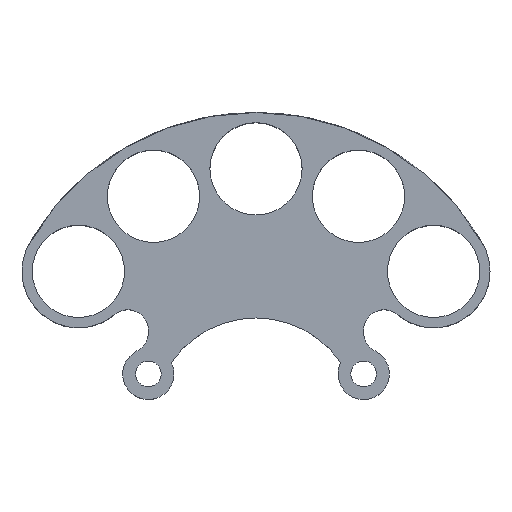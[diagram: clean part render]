
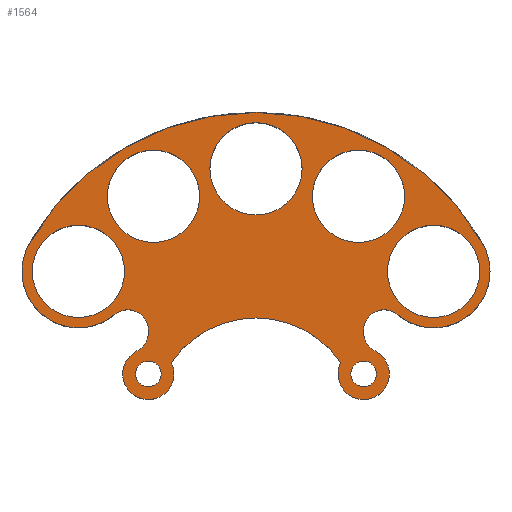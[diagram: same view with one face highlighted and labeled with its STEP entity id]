
A CAD part, top view. The second image highlights one B-rep face of the part: STEP entity #1564.
In plain terms, the highlighted planar face has unit normal (0, 0, 1).
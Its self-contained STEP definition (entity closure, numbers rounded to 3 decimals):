
#539=CARTESIAN_POINT('Vertex',(-8.,0.,2.)) ;
#553=CARTESIAN_POINT('Vertex',(-8.255,1.1,2.)) ;
#556=CARTESIAN_POINT('Axis2P3D Location',(-10.5,0.,2.)) ;
#580=CARTESIAN_POINT('Axis2P3D Location',(-10.5,0.,2.)) ;
#584=CARTESIAN_POINT('Vertex',(-11.611,2.24,2.)) ;
#745=CARTESIAN_POINT('Vertex',(8.255,1.1,2.)) ;
#748=CARTESIAN_POINT('Axis2P3D Location',(0.,-4.543,2.)) ;
#765=CARTESIAN_POINT('Axis2P3D Location',(-12.5,4.031,2.)) ;
#769=CARTESIAN_POINT('Vertex',(-10.5,4.031,2.)) ;
#793=CARTESIAN_POINT('Vertex',(-10.5,4.254,2.)) ;
#796=CARTESIAN_POINT('Axis2P3D Location',(-12.5,4.254,2.)) ;
#800=CARTESIAN_POINT('Vertex',(-13.785,5.787,2.)) ;
#820=CARTESIAN_POINT('Line Origine',(-10.5,4.143,2.)) ;
#841=CARTESIAN_POINT('Vertex',(13.,0.,2.)) ;
#844=CARTESIAN_POINT('Axis2P3D Location',(10.5,0.,2.)) ;
#861=CARTESIAN_POINT('Axis2P3D Location',(10.5,0.,2.)) ;
#865=CARTESIAN_POINT('Vertex',(11.611,2.24,2.)) ;
#889=CARTESIAN_POINT('Vertex',(10.5,4.031,2.)) ;
#892=CARTESIAN_POINT('Axis2P3D Location',(12.5,4.031,2.)) ;
#913=CARTESIAN_POINT('Vertex',(10.5,4.254,2.)) ;
#916=CARTESIAN_POINT('Line Origine',(10.5,4.143,2.)) ;
#937=CARTESIAN_POINT('Vertex',(13.785,5.787,2.)) ;
#940=CARTESIAN_POINT('Axis2P3D Location',(12.5,4.254,2.)) ;
#957=CARTESIAN_POINT('Axis2P3D Location',(-10.5,0.,2.)) ;
#961=CARTESIAN_POINT('Vertex',(-9.25,0.,2.)) ;
#963=CARTESIAN_POINT('Vertex',(-11.75,0.,2.)) ;
#983=CARTESIAN_POINT('Axis2P3D Location',(-10.5,0.,2.)) ;
#1000=CARTESIAN_POINT('Axis2P3D Location',(10.5,0.,2.)) ;
#1004=CARTESIAN_POINT('Vertex',(9.25,0.,2.)) ;
#1006=CARTESIAN_POINT('Vertex',(11.75,0.,2.)) ;
#1026=CARTESIAN_POINT('Axis2P3D Location',(10.5,0.,2.)) ;
#1049=CARTESIAN_POINT('Vertex',(22.084,12.75,2.)) ;
#1078=CARTESIAN_POINT('Vertex',(-22.084,12.75,2.)) ;
#1081=CARTESIAN_POINT('Axis2P3D Location',(0.,0.,2.)) ;
#1139=CARTESIAN_POINT('Axis2P3D Location',(17.321,10.,2.)) ;
#1143=CARTESIAN_POINT('Vertex',(21.821,10.,2.)) ;
#1145=CARTESIAN_POINT('Vertex',(12.821,10.,2.)) ;
#1179=CARTESIAN_POINT('Axis2P3D Location',(10.,17.321,2.)) ;
#1183=CARTESIAN_POINT('Vertex',(14.5,17.321,2.)) ;
#1185=CARTESIAN_POINT('Vertex',(5.5,17.321,2.)) ;
#1214=CARTESIAN_POINT('Axis2P3D Location',(10.,17.321,2.)) ;
#1236=CARTESIAN_POINT('Axis2P3D Location',(-10.,17.321,2.)) ;
#1240=CARTESIAN_POINT('Vertex',(-5.5,17.321,2.)) ;
#1242=CARTESIAN_POINT('Vertex',(-14.5,17.321,2.)) ;
#1271=CARTESIAN_POINT('Axis2P3D Location',(-10.,17.321,2.)) ;
#1293=CARTESIAN_POINT('Axis2P3D Location',(-17.321,10.,2.)) ;
#1297=CARTESIAN_POINT('Vertex',(-12.821,10.,2.)) ;
#1299=CARTESIAN_POINT('Vertex',(-21.821,10.,2.)) ;
#1328=CARTESIAN_POINT('Axis2P3D Location',(-17.321,10.,2.)) ;
#1350=CARTESIAN_POINT('Axis2P3D Location',(0.,20.,2.)) ;
#1354=CARTESIAN_POINT('Vertex',(4.5,20.,2.)) ;
#1356=CARTESIAN_POINT('Vertex',(-4.5,20.,2.)) ;
#1385=CARTESIAN_POINT('Axis2P3D Location',(0.,20.,2.)) ;
#1412=CARTESIAN_POINT('Axis2P3D Location',(17.321,10.,2.)) ;
#1438=CARTESIAN_POINT('Axis2P3D Location',(-17.321,10.,2.)) ;
#1454=CARTESIAN_POINT('Axis2P3D Location',(17.321,10.,2.)) ;
#1515=CARTESIAN_POINT('Axis2P3D Location',(0.,0.,2.)) ;
#557=DIRECTION('Axis2P3D Direction',(0.,0.,1.)) ;
#581=DIRECTION('Axis2P3D Direction',(0.,0.,1.)) ;
#749=DIRECTION('Axis2P3D Direction',(0.,0.,1.)) ;
#766=DIRECTION('Axis2P3D Direction',(0.,0.,-1.)) ;
#797=DIRECTION('Axis2P3D Direction',(0.,0.,-1.)) ;
#821=DIRECTION('Vector Direction',(0.,1.,0.)) ;
#845=DIRECTION('Axis2P3D Direction',(0.,0.,1.)) ;
#862=DIRECTION('Axis2P3D Direction',(0.,0.,1.)) ;
#893=DIRECTION('Axis2P3D Direction',(0.,0.,-1.)) ;
#917=DIRECTION('Vector Direction',(0.,-1.,0.)) ;
#941=DIRECTION('Axis2P3D Direction',(0.,0.,-1.)) ;
#958=DIRECTION('Axis2P3D Direction',(0.,0.,1.)) ;
#984=DIRECTION('Axis2P3D Direction',(0.,0.,1.)) ;
#1001=DIRECTION('Axis2P3D Direction',(0.,0.,1.)) ;
#1027=DIRECTION('Axis2P3D Direction',(0.,0.,1.)) ;
#1082=DIRECTION('Axis2P3D Direction',(0.,0.,1.)) ;
#1140=DIRECTION('Axis2P3D Direction',(0.,0.,1.)) ;
#1180=DIRECTION('Axis2P3D Direction',(0.,0.,1.)) ;
#1215=DIRECTION('Axis2P3D Direction',(0.,0.,1.)) ;
#1237=DIRECTION('Axis2P3D Direction',(0.,0.,1.)) ;
#1272=DIRECTION('Axis2P3D Direction',(0.,0.,1.)) ;
#1294=DIRECTION('Axis2P3D Direction',(0.,0.,1.)) ;
#1329=DIRECTION('Axis2P3D Direction',(0.,0.,1.)) ;
#1351=DIRECTION('Axis2P3D Direction',(0.,0.,1.)) ;
#1386=DIRECTION('Axis2P3D Direction',(0.,0.,1.)) ;
#1413=DIRECTION('Axis2P3D Direction',(0.,0.,1.)) ;
#1439=DIRECTION('Axis2P3D Direction',(0.,0.,1.)) ;
#1455=DIRECTION('Axis2P3D Direction',(0.,0.,1.)) ;
#1516=DIRECTION('Axis2P3D Direction',(0.,0.,1.)) ;
#1517=DIRECTION('Axis2P3D XDirection',(1.,0.,0.)) ;
#558=AXIS2_PLACEMENT_3D('Circle Axis2P3D',#556,#557,$) ;
#582=AXIS2_PLACEMENT_3D('Circle Axis2P3D',#580,#581,$) ;
#750=AXIS2_PLACEMENT_3D('Circle Axis2P3D',#748,#749,$) ;
#767=AXIS2_PLACEMENT_3D('Circle Axis2P3D',#765,#766,$) ;
#798=AXIS2_PLACEMENT_3D('Circle Axis2P3D',#796,#797,$) ;
#846=AXIS2_PLACEMENT_3D('Circle Axis2P3D',#844,#845,$) ;
#863=AXIS2_PLACEMENT_3D('Circle Axis2P3D',#861,#862,$) ;
#894=AXIS2_PLACEMENT_3D('Circle Axis2P3D',#892,#893,$) ;
#942=AXIS2_PLACEMENT_3D('Circle Axis2P3D',#940,#941,$) ;
#959=AXIS2_PLACEMENT_3D('Circle Axis2P3D',#957,#958,$) ;
#985=AXIS2_PLACEMENT_3D('Circle Axis2P3D',#983,#984,$) ;
#1002=AXIS2_PLACEMENT_3D('Circle Axis2P3D',#1000,#1001,$) ;
#1028=AXIS2_PLACEMENT_3D('Circle Axis2P3D',#1026,#1027,$) ;
#1083=AXIS2_PLACEMENT_3D('Circle Axis2P3D',#1081,#1082,$) ;
#1141=AXIS2_PLACEMENT_3D('Circle Axis2P3D',#1139,#1140,$) ;
#1181=AXIS2_PLACEMENT_3D('Circle Axis2P3D',#1179,#1180,$) ;
#1216=AXIS2_PLACEMENT_3D('Circle Axis2P3D',#1214,#1215,$) ;
#1238=AXIS2_PLACEMENT_3D('Circle Axis2P3D',#1236,#1237,$) ;
#1273=AXIS2_PLACEMENT_3D('Circle Axis2P3D',#1271,#1272,$) ;
#1295=AXIS2_PLACEMENT_3D('Circle Axis2P3D',#1293,#1294,$) ;
#1330=AXIS2_PLACEMENT_3D('Circle Axis2P3D',#1328,#1329,$) ;
#1352=AXIS2_PLACEMENT_3D('Circle Axis2P3D',#1350,#1351,$) ;
#1387=AXIS2_PLACEMENT_3D('Circle Axis2P3D',#1385,#1386,$) ;
#1414=AXIS2_PLACEMENT_3D('Circle Axis2P3D',#1412,#1413,$) ;
#1440=AXIS2_PLACEMENT_3D('Circle Axis2P3D',#1438,#1439,$) ;
#1456=AXIS2_PLACEMENT_3D('Circle Axis2P3D',#1454,#1455,$) ;
#1518=AXIS2_PLACEMENT_3D('Plane Axis2P3D',#1515,#1516,#1517) ;
#1521=ORIENTED_EDGE('',*,*,#896,.T.) ;
#1522=ORIENTED_EDGE('',*,*,#920,.T.) ;
#1523=ORIENTED_EDGE('',*,*,#944,.T.) ;
#1524=ORIENTED_EDGE('',*,*,#1416,.T.) ;
#1525=ORIENTED_EDGE('',*,*,#1085,.T.) ;
#1526=ORIENTED_EDGE('',*,*,#1442,.T.) ;
#1527=ORIENTED_EDGE('',*,*,#802,.T.) ;
#1528=ORIENTED_EDGE('',*,*,#824,.T.) ;
#1529=ORIENTED_EDGE('',*,*,#771,.T.) ;
#1530=ORIENTED_EDGE('',*,*,#586,.T.) ;
#1531=ORIENTED_EDGE('',*,*,#560,.T.) ;
#1532=ORIENTED_EDGE('',*,*,#752,.T.) ;
#1533=ORIENTED_EDGE('',*,*,#848,.T.) ;
#1534=ORIENTED_EDGE('',*,*,#867,.T.) ;
#1537=ORIENTED_EDGE('',*,*,#965,.F.) ;
#1538=ORIENTED_EDGE('',*,*,#987,.F.) ;
#1541=ORIENTED_EDGE('',*,*,#1332,.F.) ;
#1542=ORIENTED_EDGE('',*,*,#1301,.F.) ;
#1545=ORIENTED_EDGE('',*,*,#1275,.F.) ;
#1546=ORIENTED_EDGE('',*,*,#1244,.F.) ;
#1549=ORIENTED_EDGE('',*,*,#1389,.F.) ;
#1550=ORIENTED_EDGE('',*,*,#1358,.F.) ;
#1553=ORIENTED_EDGE('',*,*,#1218,.F.) ;
#1554=ORIENTED_EDGE('',*,*,#1187,.F.) ;
#1557=ORIENTED_EDGE('',*,*,#1458,.F.) ;
#1558=ORIENTED_EDGE('',*,*,#1147,.F.) ;
#1561=ORIENTED_EDGE('',*,*,#1008,.F.) ;
#1562=ORIENTED_EDGE('',*,*,#1030,.F.) ;
#1539=FACE_BOUND('',#1536,.T.) ;
#1543=FACE_BOUND('',#1540,.T.) ;
#1547=FACE_BOUND('',#1544,.T.) ;
#1551=FACE_BOUND('',#1548,.T.) ;
#1555=FACE_BOUND('',#1552,.T.) ;
#1559=FACE_BOUND('',#1556,.T.) ;
#1563=FACE_BOUND('',#1560,.T.) ;
#822=VECTOR('Line Direction',#821,1.) ;
#918=VECTOR('Line Direction',#917,1.) ;
#1564=ADVANCED_FACE('Hauptk\X2\00F6\X0\rper',(#1535,#1539,#1543,#1547,#1551,#1555,#1559,#1563),#1519,.T.) ;
#559=CIRCLE('generated circle',#558,2.5) ;
#583=CIRCLE('generated circle',#582,2.5) ;
#751=CIRCLE('generated circle',#750,10.) ;
#768=CIRCLE('generated circle',#767,2.) ;
#799=CIRCLE('generated circle',#798,2.) ;
#847=CIRCLE('generated circle',#846,2.5) ;
#864=CIRCLE('generated circle',#863,2.5) ;
#895=CIRCLE('generated circle',#894,2.) ;
#943=CIRCLE('generated circle',#942,2.) ;
#960=CIRCLE('generated circle',#959,1.25) ;
#986=CIRCLE('generated circle',#985,1.25) ;
#1003=CIRCLE('generated circle',#1002,1.25) ;
#1029=CIRCLE('generated circle',#1028,1.25) ;
#1084=CIRCLE('generated circle',#1083,25.5) ;
#1142=CIRCLE('generated circle',#1141,4.5) ;
#1182=CIRCLE('generated circle',#1181,4.5) ;
#1217=CIRCLE('generated circle',#1216,4.5) ;
#1239=CIRCLE('generated circle',#1238,4.5) ;
#1274=CIRCLE('generated circle',#1273,4.5) ;
#1296=CIRCLE('generated circle',#1295,4.5) ;
#1331=CIRCLE('generated circle',#1330,4.5) ;
#1353=CIRCLE('generated circle',#1352,4.5) ;
#1388=CIRCLE('generated circle',#1387,4.5) ;
#1415=CIRCLE('generated circle',#1414,5.5) ;
#1441=CIRCLE('generated circle',#1440,5.5) ;
#1457=CIRCLE('generated circle',#1456,4.5) ;
#560=EDGE_CURVE('',#540,#554,#559,.T.) ;
#586=EDGE_CURVE('',#585,#540,#583,.T.) ;
#752=EDGE_CURVE('',#554,#746,#751,.F.) ;
#771=EDGE_CURVE('',#770,#585,#768,.T.) ;
#802=EDGE_CURVE('',#801,#794,#799,.T.) ;
#824=EDGE_CURVE('',#794,#770,#823,.F.) ;
#848=EDGE_CURVE('',#746,#842,#847,.T.) ;
#867=EDGE_CURVE('',#842,#866,#864,.T.) ;
#896=EDGE_CURVE('',#866,#890,#895,.T.) ;
#920=EDGE_CURVE('',#890,#914,#919,.F.) ;
#944=EDGE_CURVE('',#914,#938,#943,.T.) ;
#965=EDGE_CURVE('',#962,#964,#960,.T.) ;
#987=EDGE_CURVE('',#964,#962,#986,.T.) ;
#1008=EDGE_CURVE('',#1005,#1007,#1003,.T.) ;
#1030=EDGE_CURVE('',#1007,#1005,#1029,.T.) ;
#1085=EDGE_CURVE('',#1050,#1079,#1084,.T.) ;
#1147=EDGE_CURVE('',#1144,#1146,#1142,.T.) ;
#1187=EDGE_CURVE('',#1184,#1186,#1182,.T.) ;
#1218=EDGE_CURVE('',#1186,#1184,#1217,.T.) ;
#1244=EDGE_CURVE('',#1241,#1243,#1239,.T.) ;
#1275=EDGE_CURVE('',#1243,#1241,#1274,.T.) ;
#1301=EDGE_CURVE('',#1298,#1300,#1296,.T.) ;
#1332=EDGE_CURVE('',#1300,#1298,#1331,.T.) ;
#1358=EDGE_CURVE('',#1355,#1357,#1353,.T.) ;
#1389=EDGE_CURVE('',#1357,#1355,#1388,.T.) ;
#1416=EDGE_CURVE('',#938,#1050,#1415,.T.) ;
#1442=EDGE_CURVE('',#1079,#801,#1441,.T.) ;
#1458=EDGE_CURVE('',#1146,#1144,#1457,.T.) ;
#1520=EDGE_LOOP('',(#1521,#1522,#1523,#1524,#1525,#1526,#1527,#1528,#1529,#1530,#1531,#1532,#1533,#1534)) ;
#1536=EDGE_LOOP('',(#1537,#1538)) ;
#1540=EDGE_LOOP('',(#1541,#1542)) ;
#1544=EDGE_LOOP('',(#1545,#1546)) ;
#1548=EDGE_LOOP('',(#1549,#1550)) ;
#1552=EDGE_LOOP('',(#1553,#1554)) ;
#1556=EDGE_LOOP('',(#1557,#1558)) ;
#1560=EDGE_LOOP('',(#1561,#1562)) ;
#1535=FACE_OUTER_BOUND('',#1520,.T.) ;
#823=LINE('Line',#820,#822) ;
#919=LINE('Line',#916,#918) ;
#1519=PLANE('',#1518) ;
#540=VERTEX_POINT('',#539) ;
#554=VERTEX_POINT('',#553) ;
#585=VERTEX_POINT('',#584) ;
#746=VERTEX_POINT('',#745) ;
#770=VERTEX_POINT('',#769) ;
#794=VERTEX_POINT('',#793) ;
#801=VERTEX_POINT('',#800) ;
#842=VERTEX_POINT('',#841) ;
#866=VERTEX_POINT('',#865) ;
#890=VERTEX_POINT('',#889) ;
#914=VERTEX_POINT('',#913) ;
#938=VERTEX_POINT('',#937) ;
#962=VERTEX_POINT('',#961) ;
#964=VERTEX_POINT('',#963) ;
#1005=VERTEX_POINT('',#1004) ;
#1007=VERTEX_POINT('',#1006) ;
#1050=VERTEX_POINT('',#1049) ;
#1079=VERTEX_POINT('',#1078) ;
#1144=VERTEX_POINT('',#1143) ;
#1146=VERTEX_POINT('',#1145) ;
#1184=VERTEX_POINT('',#1183) ;
#1186=VERTEX_POINT('',#1185) ;
#1241=VERTEX_POINT('',#1240) ;
#1243=VERTEX_POINT('',#1242) ;
#1298=VERTEX_POINT('',#1297) ;
#1300=VERTEX_POINT('',#1299) ;
#1355=VERTEX_POINT('',#1354) ;
#1357=VERTEX_POINT('',#1356) ;
